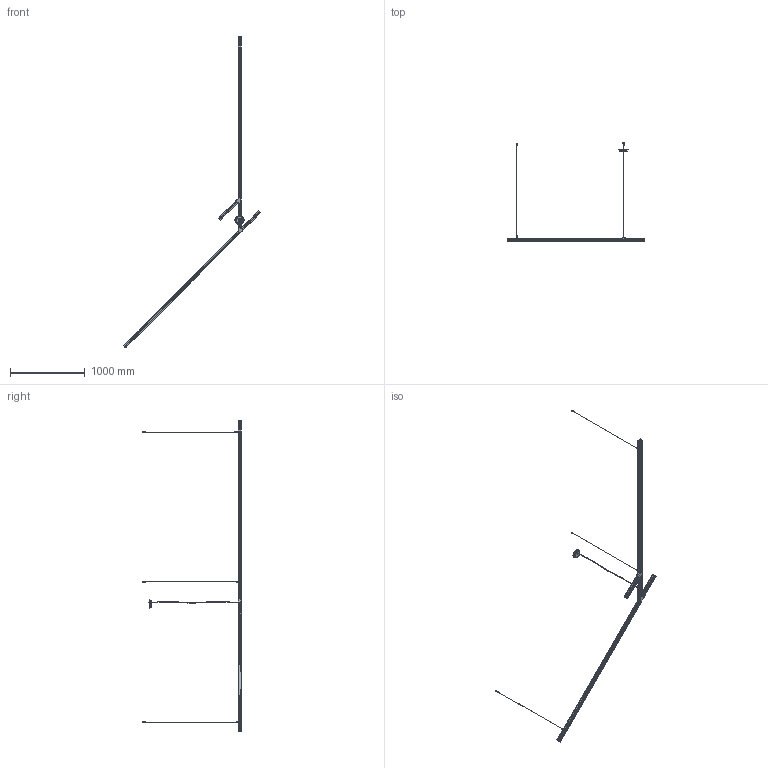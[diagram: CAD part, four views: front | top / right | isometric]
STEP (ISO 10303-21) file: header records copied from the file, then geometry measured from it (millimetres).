
FILE_DESCRIPTION (( 'STEP AP214' ), '1' );
FILE_NAME ('KAO-C dimming.STEP', '2014-10-16T19:54:00', ( '' ), ( '' ), 'SwSTEP 2.0', 'SolidWorks 2012', '' );
FILE_SCHEMA (( 'AUTOMOTIVE_DESIGN' ));
Length unit declared in the file: inch
Products named in the file (1): KAO-C dimming
Bounding box: 1840.14 x 1315.51 x 4178.01 mm (x, y, z)
Volume: 2393929.2 mm3; surface area: 2708204.8 mm2
Topology: 80 solids, 80 shells, 5601 faces, 15731 edges, 10311 vertices
Faces by surface type: plane 3950, cylinder 1260, cone 161, bspline 154, torus 72, sphere 4
Entity records: 257996 total; most frequent: CARTESIAN_POINT 38468, ORIENTED_EDGE 31400, DIRECTION 28988, EDGE_CURVE 15700, LINE 12314, VECTOR 12314, VERTEX_POINT 10307, AXIS2_PLACEMENT_3D 8337
